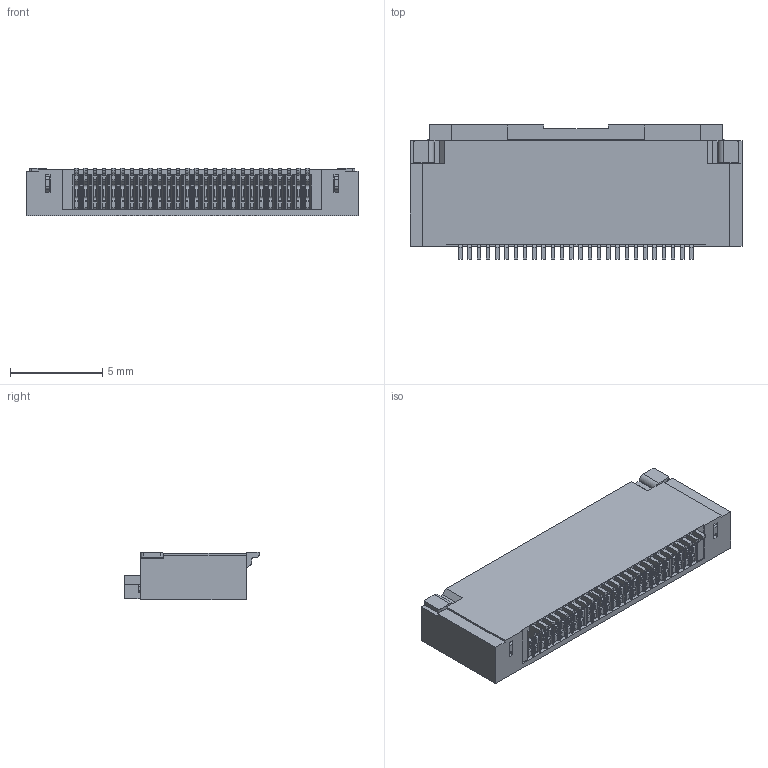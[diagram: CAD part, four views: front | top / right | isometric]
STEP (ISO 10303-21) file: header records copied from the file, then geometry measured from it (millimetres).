
FILE_DESCRIPTION (( 'STEP AP214' ), '1' );
FILE_NAME ('FFC05046-26SBB113NAM.STEP', '2026-03-06T02:54:35', ( '' ), ( '' ), 'SwSTEP 2.0', 'SolidWorks 2021', '' );
FILE_SCHEMA (( 'AUTOMOTIVE_DESIGN' ));
Length unit declared in the file: millimetre
Products named in the file (1): FFC05046-26SBB113NAM
Bounding box: 17.95 x 7.25 x 2.55 mm (x, y, z)
Volume: 186 mm3; surface area: 1137.7 mm2
Topology: 1 solids, 1 shells, 2350 faces, 7247 edges, 4652 vertices
Faces by surface type: plane 1247, cylinder 997, sphere 52, torus 52, bspline 2
Entity records: 81496 total; most frequent: CARTESIAN_POINT 15857, ORIENTED_EDGE 14390, DIRECTION 13578, EDGE_CURVE 7195, VECTOR 4896, LINE 4896, VERTEX_POINT 4652, AXIS2_PLACEMENT_3D 4341
